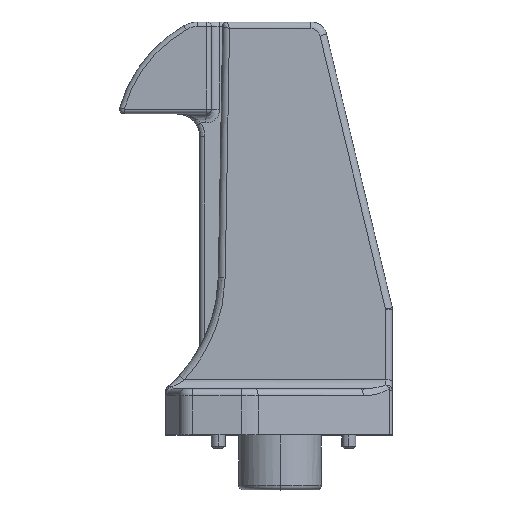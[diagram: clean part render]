
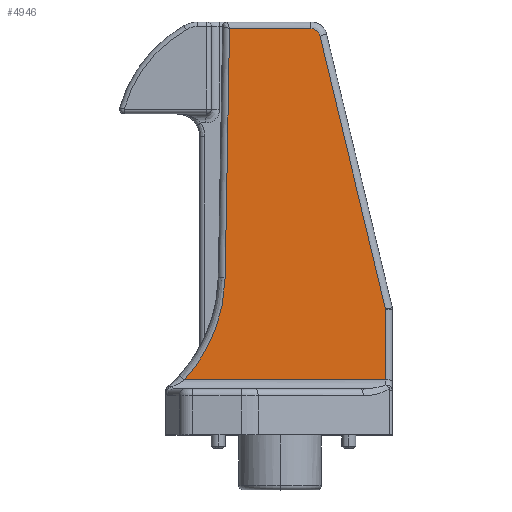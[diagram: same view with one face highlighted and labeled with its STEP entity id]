
A CAD part, top view. The second image highlights one B-rep face of the part: STEP entity #4946.
In plain terms, the highlighted planar face has unit normal (0, 0.025, 1).
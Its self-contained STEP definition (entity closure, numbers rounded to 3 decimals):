
#420 = VECTOR ( 'NONE', #9920, 1000. ) ;
#627 = VECTOR ( 'NONE', #2683, 1000. ) ;
#1083 = CARTESIAN_POINT ( 'NONE',  ( 6.741, 88.537, 18.037 ) ) ;
#1311 = CARTESIAN_POINT ( 'NONE',  ( 23., 27.36, 19.566 ) ) ;
#1440 = EDGE_CURVE ( 'NONE', #8803, #12344, #10740, .T. ) ;
#1741 = VERTEX_POINT ( 'NONE', #9516 ) ;
#1804 = VECTOR ( 'NONE', #11669, 1000. ) ;
#2359 = VECTOR ( 'NONE', #6559, 1000. ) ;
#2631 = CARTESIAN_POINT ( 'NONE',  ( 7.704, 88.537, 18.037 ) ) ;
#2683 = DIRECTION ( 'NONE',  ( -0.233, 0.972, -0.024 ) ) ;
#3634 = CARTESIAN_POINT ( 'NONE',  ( -20.854, 11.95, 19.951 ) ) ;
#4041 = EDGE_CURVE ( 'NONE', #1741, #8803, #13928, .T. ) ;
#4209 = CARTESIAN_POINT ( 'NONE',  ( 8.461, 87.941, 18.051 ) ) ;
#4259 = CARTESIAN_POINT ( 'NONE',  ( 8.694, 86.969, 18.076 ) ) ;
#4364 = VECTOR ( 'NONE', #7631, 1000. ) ;
#4501 = CARTESIAN_POINT ( 'NONE',  ( 8.685, 87.004, 18.075 ) ) ;
#4533 = DIRECTION ( 'NONE',  ( 0., -1., 0.025 ) ) ;
#4946 = ADVANCED_FACE ( 'NONE', ( #10913 ), #9220, .T. ) ;
#5214 = CARTESIAN_POINT ( 'NONE',  ( -15.212, 18.132, 19.797 ) ) ;
#5767 = CARTESIAN_POINT ( 'NONE',  ( 8.685, 87.004, 18.075 ) ) ;
#5817 = LINE ( 'NONE', #4259, #627 ) ;
#6074 = CARTESIAN_POINT ( 'NONE',  ( 23., 11.95, 19.951 ) ) ;
#6113 = DIRECTION ( 'NONE',  ( 0., 0.025, 1. ) ) ;
#6559 = DIRECTION ( 'NONE',  ( 0., 1., -0.025 ) ) ;
#6777 = CARTESIAN_POINT ( 'NONE',  ( -12.119, 25.908, 19.602 ) ) ;
#7189 = EDGE_CURVE ( 'NONE', #12018, #12345, #5817, .T. ) ;
#7192 = EDGE_CURVE ( 'NONE', #7641, #11180, #14783, .T. ) ;
#7631 = DIRECTION ( 'NONE',  ( 1., 0., 0. ) ) ;
#7641 = VERTEX_POINT ( 'NONE', #14490 ) ;
#7656 = CARTESIAN_POINT ( 'NONE',  ( -25., 90., 18. ) ) ;
#7794 = ORIENTED_EDGE ( 'NONE', *, *, #13112, .T. ) ;
#7842 =( BOUNDED_CURVE ( )  B_SPLINE_CURVE ( 3, ( #5767, #4209, #2631, #1083 ),
 .UNSPECIFIED., .F., .T. ) 
 B_SPLINE_CURVE_WITH_KNOTS ( ( 4, 4 ),
 ( 4.948, 6.283 ),
 .UNSPECIFIED. ) 
 CURVE ( )  GEOMETRIC_REPRESENTATION_ITEM ( )  RATIONAL_B_SPLINE_CURVE ( ( 1., 0.857, 0.857, 1. ) ) 
 REPRESENTATION_ITEM ( '' )  );
#8091 = CARTESIAN_POINT ( 'NONE',  ( 23., 90., 18. ) ) ;
#8314 = CARTESIAN_POINT ( 'NONE',  ( -11.973, 34.275, 19.393 ) ) ;
#8394 = CARTESIAN_POINT ( 'NONE',  ( -20.854, 11.95, 19.951 ) ) ;
#8712 = ORIENTED_EDGE ( 'NONE', *, *, #7192, .T. ) ;
#8803 = VERTEX_POINT ( 'NONE', #8394 ) ;
#8883 = ORIENTED_EDGE ( 'NONE', *, *, #4041, .T. ) ;
#9194 = CARTESIAN_POINT ( 'NONE',  ( 24.293, 11.95, 19.951 ) ) ;
#9220 = PLANE ( 'NONE',  #10152 ) ;
#9516 = CARTESIAN_POINT ( 'NONE',  ( -11.973, 34.275, 19.393 ) ) ;
#9670 = LINE ( 'NONE', #8091, #2359 ) ;
#9920 = DIRECTION ( 'NONE',  ( -0.017, -1., 0.025 ) ) ;
#9923 = EDGE_CURVE ( 'NONE', #12345, #7641, #7842, .T. ) ;
#10152 = AXIS2_PLACEMENT_3D ( 'NONE', #7656, #6113, #4533 ) ;
#10740 = LINE ( 'NONE', #9194, #4364 ) ;
#10867 = ORIENTED_EDGE ( 'NONE', *, *, #7189, .T. ) ;
#10913 = FACE_OUTER_BOUND ( 'NONE', #13981, .T. ) ;
#11180 = VERTEX_POINT ( 'NONE', #12210 ) ;
#11413 = ORIENTED_EDGE ( 'NONE', *, *, #12142, .T. ) ;
#11446 = CARTESIAN_POINT ( 'NONE',  ( -11.974, 34.238, 19.394 ) ) ;
#11454 = ORIENTED_EDGE ( 'NONE', *, *, #1440, .T. ) ;
#11669 = DIRECTION ( 'NONE',  ( -1., 0., 0. ) ) ;
#12016 = ORIENTED_EDGE ( 'NONE', *, *, #9923, .T. ) ;
#12018 = VERTEX_POINT ( 'NONE', #1311 ) ;
#12142 = EDGE_CURVE ( 'NONE', #12344, #12018, #9670, .T. ) ;
#12210 = CARTESIAN_POINT ( 'NONE',  ( -11.026, 88.537, 18.037 ) ) ;
#12344 = VERTEX_POINT ( 'NONE', #6074 ) ;
#12345 = VERTEX_POINT ( 'NONE', #4501 ) ;
#12992 = LINE ( 'NONE', #11446, #420 ) ;
#13112 = EDGE_CURVE ( 'NONE', #11180, #1741, #12992, .T. ) ;
#13222 = CARTESIAN_POINT ( 'NONE',  ( -25., 88.537, 18.037 ) ) ;
#13928 =( BOUNDED_CURVE ( )  B_SPLINE_CURVE ( 3, ( #8314, #6777, #5214, #3634 ),
 .UNSPECIFIED., .F., .F. ) 
 B_SPLINE_CURVE_WITH_KNOTS ( ( 4, 4 ),
 ( 4.73, 5.452 ),
 .UNSPECIFIED. ) 
 CURVE ( )  GEOMETRIC_REPRESENTATION_ITEM ( )  RATIONAL_B_SPLINE_CURVE ( ( 1., 0.957, 0.957, 1. ) ) 
 REPRESENTATION_ITEM ( '' )  );
#13981 = EDGE_LOOP ( 'NONE', ( #7794, #8883, #11454, #11413, #10867, #12016, #8712 ) ) ;
#14490 = CARTESIAN_POINT ( 'NONE',  ( 6.741, 88.537, 18.037 ) ) ;
#14783 = LINE ( 'NONE', #13222, #1804 ) ;
